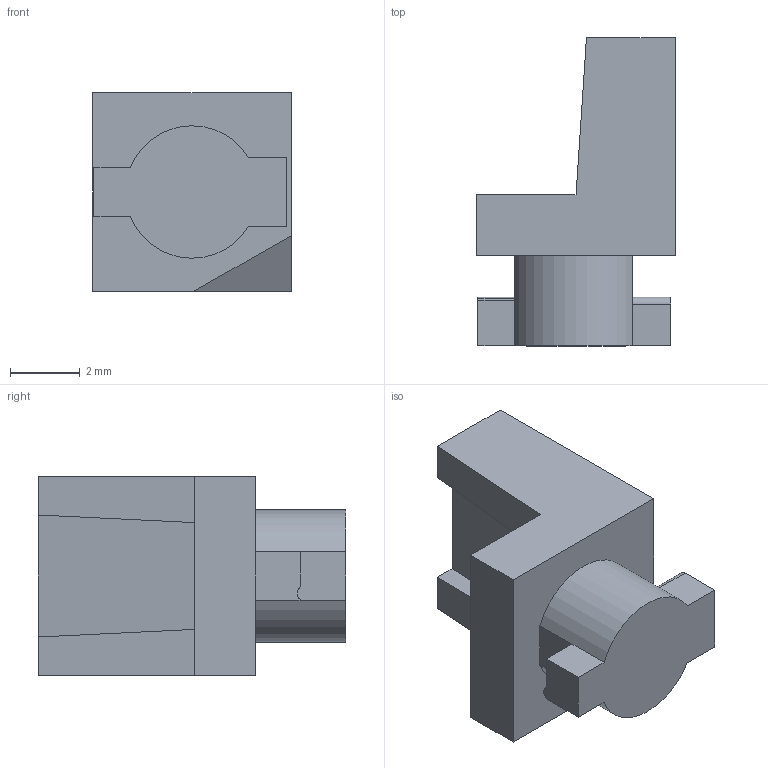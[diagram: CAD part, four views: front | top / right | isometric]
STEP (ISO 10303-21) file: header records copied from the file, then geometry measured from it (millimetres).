
FILE_DESCRIPTION(/* description */ (''),/* implementation_level */ '2;1');
FILE_NAME(/* name */ '100124053ugm000_b.stp',/* time_stamp */ '2016-09-28T11:50:48+02:00',/* author */ (''),/* organization */ (''),/* preprocessor_version */ 'ST-DEVELOPER v16',/* originating_system */ 'SIEMENS PLM Software NX 10.0',/* authorisation */ '');
FILE_SCHEMA (('AUTOMOTIVE_DESIGN { 1 0 10303 214 3 1 1 1 }'));
Length unit declared in the file: millimetre
Products named in the file (1): 100124053ugm000_b
Bounding box: 5.7 x 8.83 x 5.7 mm (x, y, z)
Volume: 142.3 mm3; surface area: 232.4 mm2
Topology: 1 solids, 1 shells, 33 faces, 86 edges, 57 vertices
Faces by surface type: plane 27, cylinder 6
Entity records: 1042 total; most frequent: CARTESIAN_POINT 177, ORIENTED_EDGE 172, DIRECTION 166, EDGE_CURVE 86, LINE 74, VECTOR 74, VERTEX_POINT 56, AXIS2_PLACEMENT_3D 46
